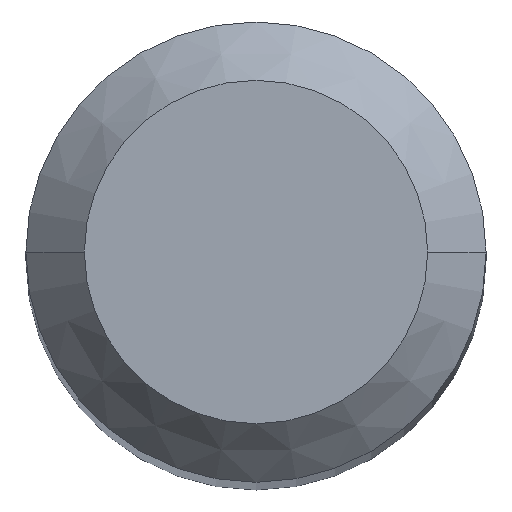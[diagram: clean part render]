
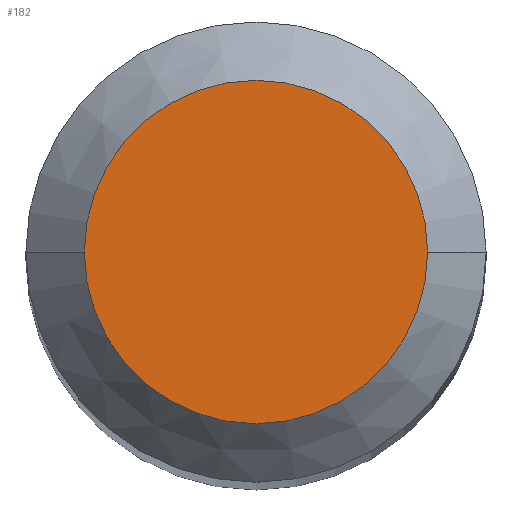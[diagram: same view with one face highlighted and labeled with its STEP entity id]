
A CAD part, top view. The second image highlights one B-rep face of the part: STEP entity #182.
In plain terms, the highlighted planar face has unit normal (0, 0, 1).
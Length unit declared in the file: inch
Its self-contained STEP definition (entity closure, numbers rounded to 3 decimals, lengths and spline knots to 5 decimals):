
#23 = ORIENTED_EDGE ( 'NONE', *, *, #192, .T. ) ;
#24 = DIRECTION ( 'NONE',  ( 0., 0., 1. ) ) ;
#40 = ORIENTED_EDGE ( 'NONE', *, *, #218, .T. ) ;
#44 = CIRCLE ( 'NONE', #142, 0.04405 ) ;
#46 = VERTEX_POINT ( 'NONE', #205 ) ;
#59 = EDGE_LOOP ( 'NONE', ( #23, #40 ) ) ;
#80 = CARTESIAN_POINT ( 'NONE',  ( 0., 0., 1.49606 ) ) ;
#101 = DIRECTION ( 'NONE',  ( 1., 0., 0. ) ) ;
#131 = CARTESIAN_POINT ( 'NONE',  ( 0.04405, 0., 1.49606 ) ) ;
#142 = AXIS2_PLACEMENT_3D ( 'NONE', #80, #295, #151 ) ;
#147 = CARTESIAN_POINT ( 'NONE',  ( 0., 0., 1.49606 ) ) ;
#151 = DIRECTION ( 'NONE',  ( 1., 0., 0. ) ) ;
#152 = AXIS2_PLACEMENT_3D ( 'NONE', #147, #279, #101 ) ;
#170 = CARTESIAN_POINT ( 'NONE',  ( 0., 0., 1.49606 ) ) ;
#182 = ADVANCED_FACE ( 'NONE', ( #257 ), #277, .T. ) ;
#192 = EDGE_CURVE ( 'NONE', #46, #262, #267, .T. ) ;
#205 = CARTESIAN_POINT ( 'NONE',  ( -0.04405, 0., 1.49606 ) ) ;
#216 = DIRECTION ( 'NONE',  ( 1., 0., 0. ) ) ;
#218 = EDGE_CURVE ( 'NONE', #262, #46, #44, .T. ) ;
#257 = FACE_OUTER_BOUND ( 'NONE', #59, .T. ) ;
#258 = AXIS2_PLACEMENT_3D ( 'NONE', #170, #24, #216 ) ;
#262 = VERTEX_POINT ( 'NONE', #131 ) ;
#267 = CIRCLE ( 'NONE', #152, 0.04405 ) ;
#277 = PLANE ( 'NONE',  #258 ) ;
#279 = DIRECTION ( 'NONE',  ( 0., 0., 1. ) ) ;
#295 = DIRECTION ( 'NONE',  ( 0., 0., 1. ) ) ;
